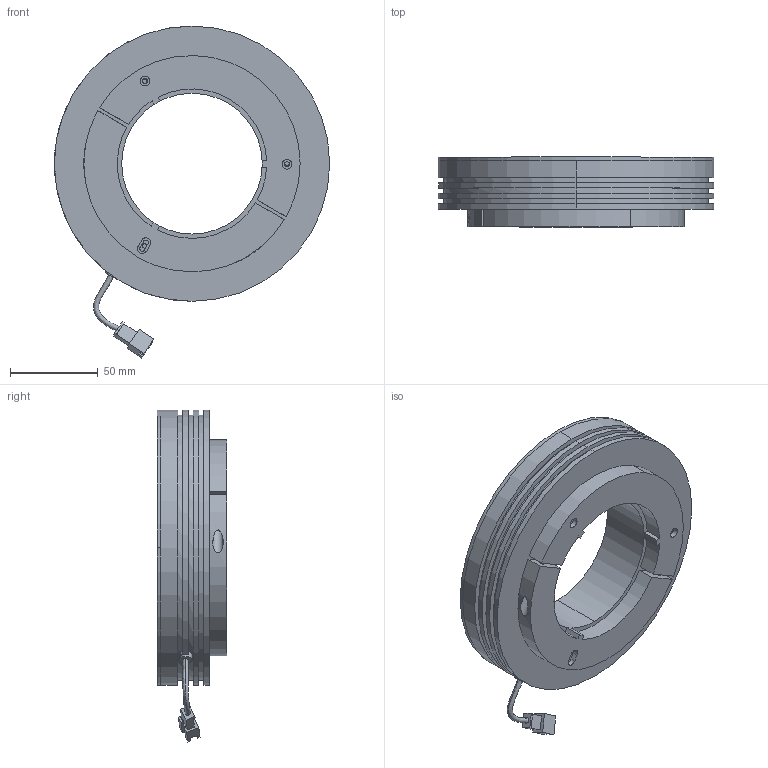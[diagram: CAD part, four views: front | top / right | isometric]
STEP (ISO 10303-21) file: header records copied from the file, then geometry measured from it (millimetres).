
FILE_DESCRIPTION (( 'STEP AP214' ), '1' );
FILE_NAME ('LTRN56NW.STEP', '2013-04-05T13:46:54', ( 'Work' ), ( '' ), 'SwSTEP 2.0', 'SolidWorks 2012', '' );
FILE_SCHEMA (( 'AUTOMOTIVE_DESIGN' ));
Length unit declared in the file: millimetre
Products named in the file (1): LTRN56NW
Bounding box: 156.6 x 39.6 x 188.82 mm (x, y, z)
Surface area: 93452.1 mm2 (no closed solid volume)
Topology: 0 solids, 7 shells, 170 faces, 512 edges, 354 vertices
Faces by surface type: plane 91, cylinder 77, bspline 2
Entity records: 8186 total; most frequent: CARTESIAN_POINT 1525, DIRECTION 1026, ORIENTED_EDGE 899, EDGE_CURVE 512, AXIS2_PLACEMENT_3D 361, VERTEX_POINT 354, LINE 304, VECTOR 304
